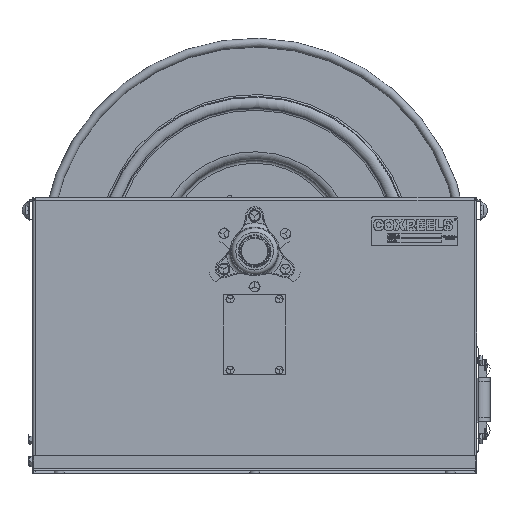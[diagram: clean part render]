
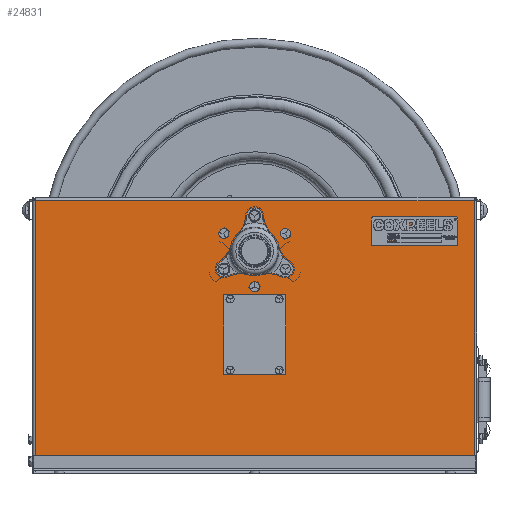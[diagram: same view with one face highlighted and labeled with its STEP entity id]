
A CAD part, top view. The second image highlights one B-rep face of the part: STEP entity #24831.
In plain terms, the highlighted planar face has unit normal (0, 0, 1).
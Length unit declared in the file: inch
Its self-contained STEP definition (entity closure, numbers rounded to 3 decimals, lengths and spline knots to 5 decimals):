
#1383=FACE_BOUND('',#2767,.T.);
#1384=FACE_BOUND('',#2768,.T.);
#1385=FACE_BOUND('',#2769,.T.);
#1386=FACE_BOUND('',#2770,.T.);
#1387=FACE_BOUND('',#2771,.T.);
#1388=FACE_BOUND('',#2772,.T.);
#1389=FACE_BOUND('',#2773,.T.);
#1390=FACE_BOUND('',#2774,.T.);
#1391=FACE_BOUND('',#2775,.T.);
#1392=FACE_BOUND('',#2776,.T.);
#1393=FACE_BOUND('',#2777,.T.);
#1394=FACE_BOUND('',#2778,.T.);
#1920=PLANE('',#25712);
#2237=FACE_OUTER_BOUND('',#2766,.T.);
#2766=EDGE_LOOP('',(#19131,#19132,#19133,#19134));
#2767=EDGE_LOOP('',(#19135,#19136,#19137,#19138));
#2768=EDGE_LOOP('',(#19139));
#2769=EDGE_LOOP('',(#19140));
#2770=EDGE_LOOP('',(#19141));
#2771=EDGE_LOOP('',(#19142));
#2772=EDGE_LOOP('',(#19143));
#2773=EDGE_LOOP('',(#19144));
#2774=EDGE_LOOP('',(#19145));
#2775=EDGE_LOOP('',(#19146));
#2776=EDGE_LOOP('',(#19147));
#2777=EDGE_LOOP('',(#19148));
#2778=EDGE_LOOP('',(#19149));
#3827=CIRCLE('',#25713,0.155);
#3828=CIRCLE('',#25714,0.155);
#3829=CIRCLE('',#25715,0.155);
#3830=CIRCLE('',#25716,0.155);
#3831=CIRCLE('',#25717,0.22);
#3832=CIRCLE('',#25718,0.22);
#3833=CIRCLE('',#25719,0.22);
#3834=CIRCLE('',#25720,0.22);
#3835=CIRCLE('',#25721,0.22);
#3836=CIRCLE('',#25722,0.22);
#3837=CIRCLE('',#25723,1.14);
#4776=LINE('',#32685,#7297);
#4777=LINE('',#32691,#7298);
#4780=LINE('',#32701,#7301);
#4786=LINE('',#32722,#7307);
#4787=LINE('',#32725,#7308);
#4788=LINE('',#32727,#7309);
#4789=LINE('',#32729,#7310);
#4790=LINE('',#32730,#7311);
#7297=VECTOR('',#27226,15.3506);
#7298=VECTOR('',#27233,24.7012);
#7301=VECTOR('',#27242,15.3506);
#7307=VECTOR('',#27262,24.7012);
#7308=VECTOR('',#27263,4.);
#7309=VECTOR('',#27264,2.);
#7310=VECTOR('',#27265,4.);
#7311=VECTOR('',#27266,2.);
#9842=VERTEX_POINT('',#32682);
#9843=VERTEX_POINT('',#32684);
#9845=VERTEX_POINT('',#32690);
#9849=VERTEX_POINT('',#32700);
#9858=VERTEX_POINT('',#32723);
#9859=VERTEX_POINT('',#32724);
#9860=VERTEX_POINT('',#32726);
#9861=VERTEX_POINT('',#32728);
#9862=VERTEX_POINT('',#32731);
#9863=VERTEX_POINT('',#32733);
#9864=VERTEX_POINT('',#32735);
#9865=VERTEX_POINT('',#32737);
#9866=VERTEX_POINT('',#32739);
#9867=VERTEX_POINT('',#32741);
#9868=VERTEX_POINT('',#32743);
#9869=VERTEX_POINT('',#32745);
#9870=VERTEX_POINT('',#32747);
#9871=VERTEX_POINT('',#32749);
#9872=VERTEX_POINT('',#32751);
#14343=EDGE_CURVE('',#9843,#9842,#4776,.T.);
#14346=EDGE_CURVE('',#9845,#9843,#4777,.T.);
#14351=EDGE_CURVE('',#9849,#9845,#4780,.T.);
#14362=EDGE_CURVE('',#9849,#9842,#4786,.T.);
#14363=EDGE_CURVE('',#9858,#9859,#4787,.T.);
#14364=EDGE_CURVE('',#9859,#9860,#4788,.T.);
#14365=EDGE_CURVE('',#9860,#9861,#4789,.T.);
#14366=EDGE_CURVE('',#9861,#9858,#4790,.T.);
#14367=EDGE_CURVE('',#9862,#9862,#3827,.T.);
#14368=EDGE_CURVE('',#9863,#9863,#3828,.T.);
#14369=EDGE_CURVE('',#9864,#9864,#3829,.T.);
#14370=EDGE_CURVE('',#9865,#9865,#3830,.T.);
#14371=EDGE_CURVE('',#9866,#9866,#3831,.T.);
#14372=EDGE_CURVE('',#9867,#9867,#3832,.T.);
#14373=EDGE_CURVE('',#9868,#9868,#3833,.T.);
#14374=EDGE_CURVE('',#9869,#9869,#3834,.T.);
#14375=EDGE_CURVE('',#9870,#9870,#3835,.T.);
#14376=EDGE_CURVE('',#9871,#9871,#3836,.T.);
#14377=EDGE_CURVE('',#9872,#9872,#3837,.T.);
#19131=ORIENTED_EDGE('',*,*,#14343,.T.);
#19132=ORIENTED_EDGE('',*,*,#14362,.F.);
#19133=ORIENTED_EDGE('',*,*,#14351,.T.);
#19134=ORIENTED_EDGE('',*,*,#14346,.T.);
#19135=ORIENTED_EDGE('',*,*,#14363,.T.);
#19136=ORIENTED_EDGE('',*,*,#14364,.T.);
#19137=ORIENTED_EDGE('',*,*,#14365,.T.);
#19138=ORIENTED_EDGE('',*,*,#14366,.T.);
#19139=ORIENTED_EDGE('',*,*,#14367,.T.);
#19140=ORIENTED_EDGE('',*,*,#14368,.T.);
#19141=ORIENTED_EDGE('',*,*,#14369,.T.);
#19142=ORIENTED_EDGE('',*,*,#14370,.T.);
#19143=ORIENTED_EDGE('',*,*,#14371,.T.);
#19144=ORIENTED_EDGE('',*,*,#14372,.T.);
#19145=ORIENTED_EDGE('',*,*,#14373,.T.);
#19146=ORIENTED_EDGE('',*,*,#14374,.T.);
#19147=ORIENTED_EDGE('',*,*,#14375,.T.);
#19148=ORIENTED_EDGE('',*,*,#14376,.T.);
#19149=ORIENTED_EDGE('',*,*,#14377,.T.);
#24831=ADVANCED_FACE('',(#2237,#1383,#1384,#1385,#1386,#1387,#1388,#1389,
#1390,#1391,#1392,#1393,#1394),#1920,.T.);
#25712=AXIS2_PLACEMENT_3D('',#32721,#27260,#27261);
#25713=AXIS2_PLACEMENT_3D('',#32732,#27267,#27268);
#25714=AXIS2_PLACEMENT_3D('',#32734,#27269,#27270);
#25715=AXIS2_PLACEMENT_3D('',#32736,#27271,#27272);
#25716=AXIS2_PLACEMENT_3D('',#32738,#27273,#27274);
#25717=AXIS2_PLACEMENT_3D('',#32740,#27275,#27276);
#25718=AXIS2_PLACEMENT_3D('',#32742,#27277,#27278);
#25719=AXIS2_PLACEMENT_3D('',#32744,#27279,#27280);
#25720=AXIS2_PLACEMENT_3D('',#32746,#27281,#27282);
#25721=AXIS2_PLACEMENT_3D('',#32748,#27283,#27284);
#25722=AXIS2_PLACEMENT_3D('',#32750,#27285,#27286);
#25723=AXIS2_PLACEMENT_3D('',#32752,#27287,#27288);
#27226=DIRECTION('',(0.,-1.,0.));
#27233=DIRECTION('',(-1.,0.,0.));
#27242=DIRECTION('',(0.,1.,0.));
#27260=DIRECTION('center_axis',(0.,0.,1.));
#27261=DIRECTION('ref_axis',(1.,0.,0.));
#27262=DIRECTION('',(-1.,0.,0.));
#27263=DIRECTION('',(0.,1.,0.));
#27264=DIRECTION('',(1.,0.,0.));
#27265=DIRECTION('',(0.,-1.,0.));
#27266=DIRECTION('',(-1.,0.,0.));
#27267=DIRECTION('center_axis',(0.,0.,-1.));
#27268=DIRECTION('ref_axis',(1.,0.,0.));
#27269=DIRECTION('center_axis',(0.,0.,-1.));
#27270=DIRECTION('ref_axis',(1.,0.,0.));
#27271=DIRECTION('center_axis',(0.,0.,-1.));
#27272=DIRECTION('ref_axis',(1.,0.,0.));
#27273=DIRECTION('center_axis',(0.,0.,-1.));
#27274=DIRECTION('ref_axis',(1.,0.,0.));
#27275=DIRECTION('center_axis',(0.,0.,-1.));
#27276=DIRECTION('ref_axis',(1.,0.,0.));
#27277=DIRECTION('center_axis',(0.,0.,-1.));
#27278=DIRECTION('ref_axis',(1.,0.,0.));
#27279=DIRECTION('center_axis',(0.,0.,-1.));
#27280=DIRECTION('ref_axis',(1.,0.,0.));
#27281=DIRECTION('center_axis',(0.,0.,-1.));
#27282=DIRECTION('ref_axis',(1.,0.,0.));
#27283=DIRECTION('center_axis',(0.,0.,-1.));
#27284=DIRECTION('ref_axis',(1.,0.,0.));
#27285=DIRECTION('center_axis',(0.,0.,-1.));
#27286=DIRECTION('ref_axis',(1.,0.,0.));
#27287=DIRECTION('center_axis',(0.,0.,-1.));
#27288=DIRECTION('ref_axis',(-1.,0.,0.));
#32682=CARTESIAN_POINT('',(-12.3506,-7.75,0.0747));
#32684=CARTESIAN_POINT('',(-12.3506,7.6006,0.0747));
#32685=CARTESIAN_POINT('',(-12.3506,-3.875,0.0747));
#32690=CARTESIAN_POINT('',(12.3506,7.6006,0.0747));
#32691=CARTESIAN_POINT('',(-6.25,7.6006,0.0747));
#32700=CARTESIAN_POINT('',(12.3506,-7.75,0.0747));
#32701=CARTESIAN_POINT('',(12.3506,3.8003,0.0747));
#32721=CARTESIAN_POINT('Origin',(0.,0.,
0.0747));
#32722=CARTESIAN_POINT('',(12.5,-7.75,0.0747));
#32723=CARTESIAN_POINT('',(-1.,-1.94,0.0747));
#32724=CARTESIAN_POINT('',(-1.,2.06,0.0747));
#32725=CARTESIAN_POINT('',(-1.,1.03,0.0747));
#32726=CARTESIAN_POINT('',(1.,2.06,0.0747));
#32727=CARTESIAN_POINT('',(0.5,2.06,0.0747));
#32728=CARTESIAN_POINT('',(1.,-1.94,0.0747));
#32729=CARTESIAN_POINT('',(1.,-0.97,0.0747));
#32730=CARTESIAN_POINT('',(-0.5,-1.94,0.0747));
#32731=CARTESIAN_POINT('',(1.53,-1.94,0.0747));
#32732=CARTESIAN_POINT('Origin',(1.375,-1.94,0.0747));
#32733=CARTESIAN_POINT('',(-1.22,2.06,0.0747));
#32734=CARTESIAN_POINT('Origin',(-1.375,2.06,0.0747));
#32735=CARTESIAN_POINT('',(1.53,2.06,0.0747));
#32736=CARTESIAN_POINT('Origin',(1.375,2.06,0.0747));
#32737=CARTESIAN_POINT('',(-1.22,-1.94,0.0747));
#32738=CARTESIAN_POINT('Origin',(-1.375,-1.94,0.0747));
#32739=CARTESIAN_POINT('',(1.95205,3.75,0.0747));
#32740=CARTESIAN_POINT('Origin',(1.73205,3.75,0.0747));
#32741=CARTESIAN_POINT('',(-1.51205,3.75,0.0747));
#32742=CARTESIAN_POINT('Origin',(-1.73205,3.75,0.0747));
#32743=CARTESIAN_POINT('',(0.22,6.75,0.0747));
#32744=CARTESIAN_POINT('Origin',(0.,6.75,0.0747));
#32745=CARTESIAN_POINT('',(-1.51205,5.75,0.0747));
#32746=CARTESIAN_POINT('Origin',(-1.73205,5.75,0.0747));
#32747=CARTESIAN_POINT('',(0.22,2.75,0.0747));
#32748=CARTESIAN_POINT('Origin',(0.,2.75,0.0747));
#32749=CARTESIAN_POINT('',(1.95205,5.75,0.0747));
#32750=CARTESIAN_POINT('Origin',(1.73205,5.75,0.0747));
#32751=CARTESIAN_POINT('',(1.14,4.75,0.0747));
#32752=CARTESIAN_POINT('Origin',(0.,4.75,0.0747));
